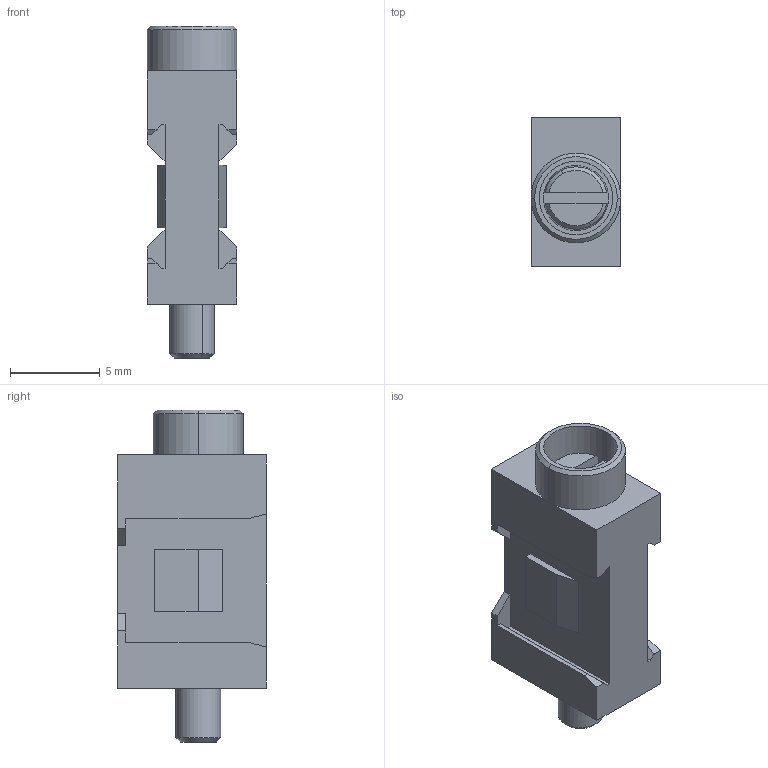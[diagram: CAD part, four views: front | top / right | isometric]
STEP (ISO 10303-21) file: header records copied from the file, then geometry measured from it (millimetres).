
FILE_DESCRIPTION(('CATIA V5 STEP Exchange','CAx-IF Rec.Pracs.--- Model Styling and Organization---1.2---2011-12-15'),'2;1');
FILE_NAME ('D1453744_0', '2018-11-15T12:04:36+00:00', ('none'), ('Weidmueller'), 'CATIA Version 5-6 Release 2014', 'CATIA V5 STEP AP214', 'none');
FILE_SCHEMA(('AUTOMOTIVE_DESIGN { 1 0 10303 214 1 1 1 1 }'));
Length unit declared in the file: millimetre
Products named in the file (1): 1626880000
Bounding box: 5 x 8.3 x 18.5 mm (x, y, z)
Volume: 465.3 mm3; surface area: 794.7 mm2
Topology: 2 solids, 2 shells, 76 faces, 194 edges, 126 vertices
Faces by surface type: plane 58, cone 10, cylinder 8
Entity records: 2143 total; most frequent: CARTESIAN_POINT 394, ORIENTED_EDGE 388, DIRECTION 284, EDGE_CURVE 194, VECTOR 154, LINE 154, VERTEX_POINT 126, AXIS2_PLACEMENT_3D 82
